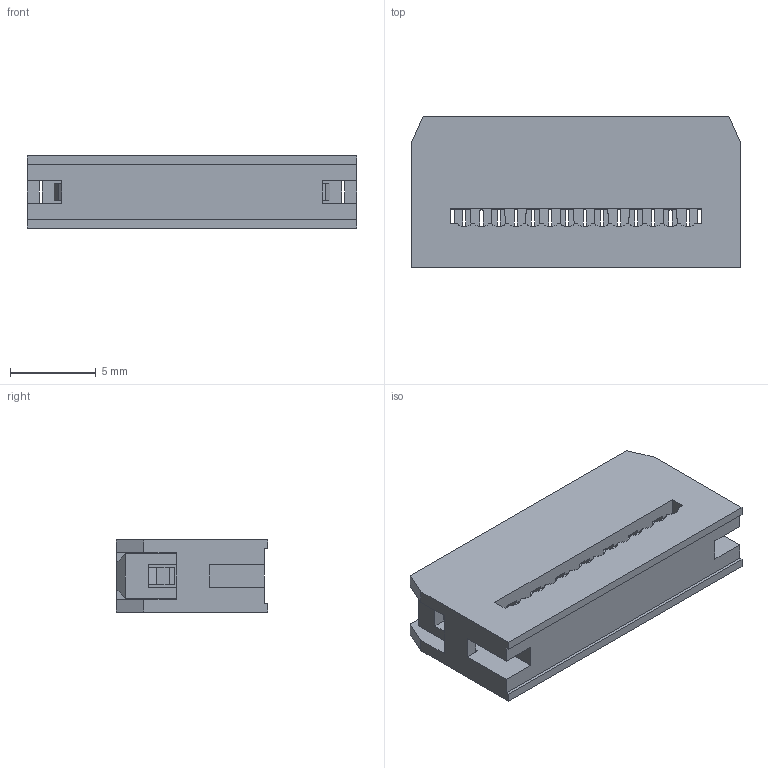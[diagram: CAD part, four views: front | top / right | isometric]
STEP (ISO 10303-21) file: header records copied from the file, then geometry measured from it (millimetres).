
FILE_DESCRIPTION( ('This file contains a STEP AP42 implementation' ,'as created by ZW3D STEP Interface translator.') ,'2;1' );
FILE_NAME( '5222-XXYXXXBN01.stp' ,'24 1 2.11 920', (''), ('ZWCAD Software Co.'), 'Version 1.0', 'ZW3D to STEP translator', '' );
FILE_SCHEMA(('AUTOMOTIVE_DESIGN { 1 0 10303 214 1 1 1 1 }'));
Length unit declared in the file: millimetre
Products named in the file (2): 0; 5222-14YXXXBN01
Bounding box: 19.2 x 8.82 x 4.2 mm (x, y, z)
Volume: 512.7 mm3; surface area: 1437.4 mm2
Topology: 1 solids, 1 shells, 1238 faces, 3510 edges, 2288 vertices
Faces by surface type: plane 830, cylinder 352, bspline 56
Entity records: 42886 total; most frequent: CARTESIAN_POINT 8745, ORIENTED_EDGE 7020, DIRECTION 6748, EDGE_CURVE 3510, VECTOR 2582, LINE 2582, VERTEX_POINT 2288, AXIS2_PLACEMENT_3D 2083
